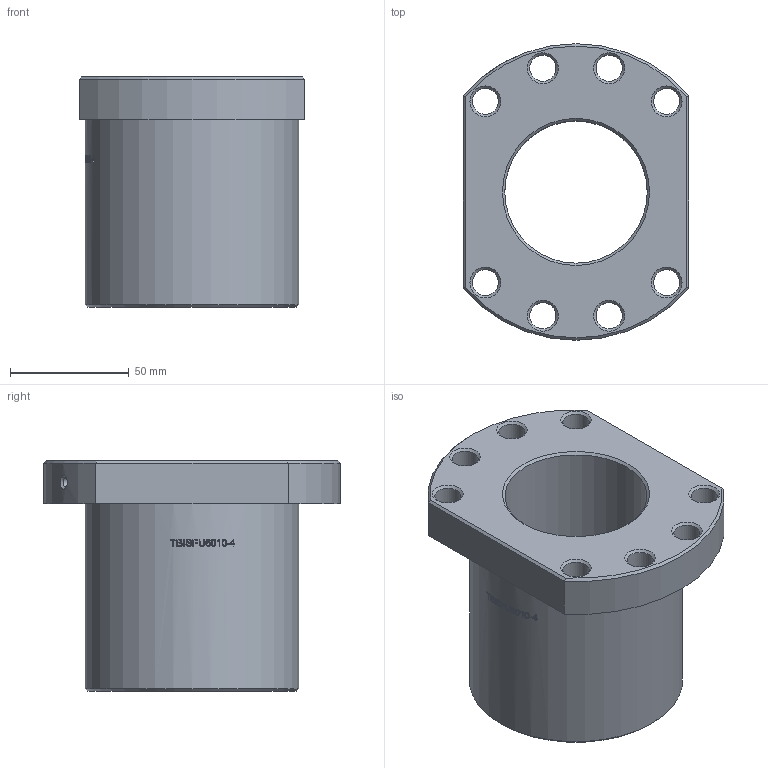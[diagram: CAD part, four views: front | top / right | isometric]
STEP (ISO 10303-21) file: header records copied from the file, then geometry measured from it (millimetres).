
FILE_DESCRIPTION(/* description */ (''),/* implementation_level */ '2;1');
FILE_NAME(/* name */ 'SFU6310-4.stp',/* time_stamp */ '2020-03-06T13:07:09+08:00',/* author */ (''),/* organization */ (''),/* preprocessor_version */ 'ST-DEVELOPER v16',/* originating_system */ 'SIEMENS PLM Software NX 10.0',/* authorisation */ '');
FILE_SCHEMA (('AUTOMOTIVE_DESIGN { 1 0 10303 214 3 1 1 1 }'));
Length unit declared in the file: millimetre
Products named in the file (1): DELL2854BF2Br0k5
Bounding box: 95 x 125 x 97 mm (x, y, z)
Volume: 404501.4 mm3; surface area: 65908 mm2
Topology: 1 solids, 1 shells, 195 faces, 507 edges, 334 vertices
Faces by surface type: extrusion 84, plane 75, cylinder 20, cone 15, bspline 1
Full cylindrical faces by diameter (mm): 4 x1, 6.8 x1, 11 x8, 60 x1, 90 x1
Entity records: 7437 total; most frequent: CARTESIAN_POINT 3121, ORIENTED_EDGE 948, DIRECTION 622, EDGE_CURVE 474, VERTEX_POINT 328, B_SPLINE_CURVE_WITH_KNOTS 313, EDGE_LOOP 259, VECTOR 258
